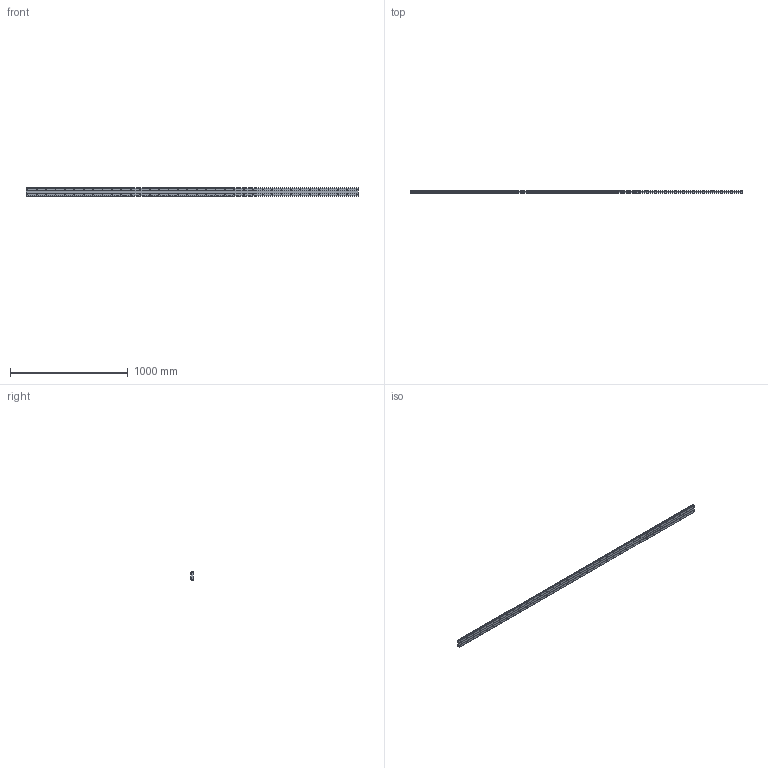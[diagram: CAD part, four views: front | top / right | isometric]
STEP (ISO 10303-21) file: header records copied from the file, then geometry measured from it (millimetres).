
FILE_DESCRIPTION (( 'STEP AP214' ), '1' );
FILE_NAME ('HRW35CA1SS-2820L_G10_0_B-M6F_1356-7_0_0_0_1.STEP', '2021-07-07T10:13:53', ( '' ), ( '' ), 'SwSTEP 2.0', 'SolidWorks 2021', '' );
FILE_SCHEMA (( 'AUTOMOTIVE_DESIGN' ));
Length unit declared in the file: millimetre
Products named in the file (2): _HRW35CA282010 Track; HRW35CA1SS-2820L_G10_0_B-M6F_1356-7_0_0_0_1
Assembly tree (1 placements, depth 2):
  HRW35CA1SS-2820L_G10_0_B-M6F_1356-7_0_0_0_1
    _HRW35CA282010 Track
Bounding box: 2820 x 19 x 69 mm (x, y, z)
Volume: 3290010.5 mm3; surface area: 549619.9 mm2
Topology: 1 solids, 1 shells, 392 faces, 954 edges, 636 vertices
Faces by surface type: cylinder 292, plane 100
Entity records: 12176 total; most frequent: DIRECTION 2330, CARTESIAN_POINT 1986, ORIENTED_EDGE 1908, AXIS2_PLACEMENT_3D 980, EDGE_CURVE 954, VERTEX_POINT 636, EDGE_LOOP 608, CIRCLE 584
